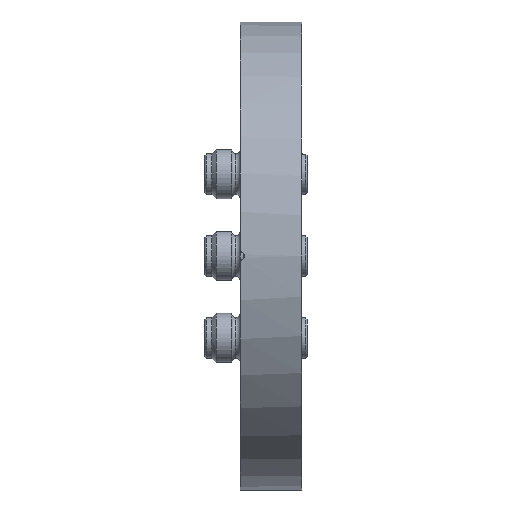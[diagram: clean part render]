
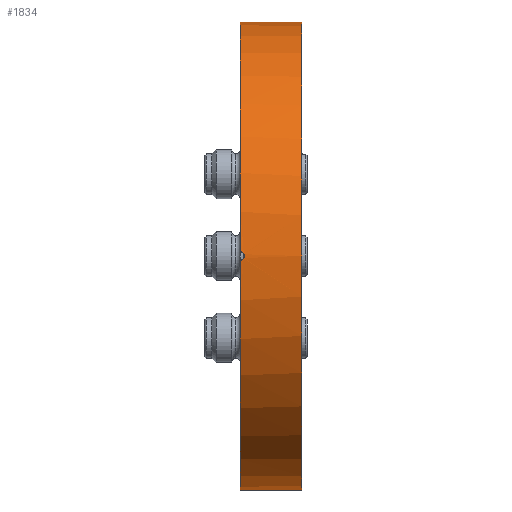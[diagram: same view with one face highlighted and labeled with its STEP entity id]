
A CAD part, left-side view. The second image highlights one B-rep face of the part: STEP entity #1834.
In plain terms, the highlighted cylindrical face has radius 57.15 mm (diameter 114.3 mm), a partial arc.
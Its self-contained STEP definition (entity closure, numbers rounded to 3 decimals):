
#75 = EDGE_CURVE ( 'NONE', #3404, #2170, #4148, .T. ) ;
#142 = CARTESIAN_POINT ( 'NONE',  ( -57.142, -0.262, 0.974 ) ) ;
#161 = CARTESIAN_POINT ( 'NONE',  ( -57.141, 0., -1. ) ) ;
#234 = CARTESIAN_POINT ( 'NONE',  ( -57.141, 0., -1. ) ) ;
#250 = EDGE_LOOP ( 'NONE', ( #2971, #3401, #1942, #3621, #3421, #658 ) ) ;
#255 = CIRCLE ( 'NONE', #1049, 57.15 ) ;
#297 = CYLINDRICAL_SURFACE ( 'NONE', #1635, 57.15 ) ;
#348 = CARTESIAN_POINT ( 'NONE',  ( -57.141, 0., 1. ) ) ;
#358 = VECTOR ( 'NONE', #2160, 1000. ) ;
#506 = CARTESIAN_POINT ( 'NONE',  ( -57.144, -0.615, 0.799 ) ) ;
#658 = ORIENTED_EDGE ( 'NONE', *, *, #848, .F. ) ;
#659 = VERTEX_POINT ( 'NONE', #2376 ) ;
#666 = DIRECTION ( 'NONE',  ( 0., 1., 0. ) ) ;
#729 = DIRECTION ( 'NONE',  ( 0., 1., 0. ) ) ;
#828 = VERTEX_POINT ( 'NONE', #348 ) ;
#848 = EDGE_CURVE ( 'NONE', #2170, #2698, #1394, .T. ) ;
#856 = CARTESIAN_POINT ( 'NONE',  ( -57.148, -0.874, 0.503 ) ) ;
#1042 = CARTESIAN_POINT ( 'NONE',  ( 0., -15., 0. ) ) ;
#1049 = AXIS2_PLACEMENT_3D ( 'NONE', #2772, #666, #3123 ) ;
#1208 = CARTESIAN_POINT ( 'NONE',  ( -57.15, -1., 0.131 ) ) ;
#1226 = VERTEX_POINT ( 'NONE', #2416 ) ;
#1338 = FACE_OUTER_BOUND ( 'NONE', #250, .T. ) ;
#1391 = DIRECTION ( 'NONE',  ( 0., 0., 1. ) ) ;
#1394 = CIRCLE ( 'NONE', #1833, 57.15 ) ;
#1425 = CARTESIAN_POINT ( 'NONE',  ( 0., -15., -57.15 ) ) ;
#1446 = CARTESIAN_POINT ( 'NONE',  ( 0., -15., 57.15 ) ) ;
#1488 = CARTESIAN_POINT ( 'NONE',  ( 0., 0., -57.15 ) ) ;
#1542 = CARTESIAN_POINT ( 'NONE',  ( -57.141, -0.132, 1. ) ) ;
#1554 = CARTESIAN_POINT ( 'NONE',  ( -57.15, -0.974, -0.261 ) ) ;
#1572 = DIRECTION ( 'NONE',  ( 0., 1., 0. ) ) ;
#1635 = AXIS2_PLACEMENT_3D ( 'NONE', #1932, #1572, #2285 ) ;
#1819 = EDGE_CURVE ( 'NONE', #828, #2698, #1975, .T. ) ;
#1833 = AXIS2_PLACEMENT_3D ( 'NONE', #2824, #729, #3180 ) ;
#1834 = ADVANCED_FACE ( 'NONE', ( #1338 ), #297, .T. ) ;
#1914 = CARTESIAN_POINT ( 'NONE',  ( -57.147, -0.801, -0.613 ) ) ;
#1932 = CARTESIAN_POINT ( 'NONE',  ( 0., -15., 0. ) ) ;
#1942 = ORIENTED_EDGE ( 'NONE', *, *, #4307, .T. ) ;
#1975 = B_SPLINE_CURVE_WITH_KNOTS ( 'NONE', 3,
 ( #3989, #1542, #142, #2606, #506, #2958, #856, #3314, #1208, #3645, #1554, #4005, #1914, #4346, #2268, #161 ),
 .UNSPECIFIED., .F., .F.,
 ( 4, 2, 2, 2, 2, 2, 2, 4 ),
 ( 0., 0., 0.001, 0.001, 0.002, 0.002, 0.002, 0.003 ),
 .UNSPECIFIED. ) ;
#2160 = DIRECTION ( 'NONE',  ( 0., 1., 0. ) ) ;
#2170 = VERTEX_POINT ( 'NONE', #1488 ) ;
#2268 = CARTESIAN_POINT ( 'NONE',  ( -57.141, -0.264, -1. ) ) ;
#2285 = DIRECTION ( 'NONE',  ( 0., 0., 1. ) ) ;
#2309 = VECTOR ( 'NONE', #3520, 1000. ) ;
#2376 = CARTESIAN_POINT ( 'NONE',  ( 0., -15., 57.15 ) ) ;
#2416 = CARTESIAN_POINT ( 'NONE',  ( 0., 0., 57.15 ) ) ;
#2606 = CARTESIAN_POINT ( 'NONE',  ( -57.143, -0.504, 0.874 ) ) ;
#2698 = VERTEX_POINT ( 'NONE', #234 ) ;
#2772 = CARTESIAN_POINT ( 'NONE',  ( 0., 0., 0. ) ) ;
#2824 = CARTESIAN_POINT ( 'NONE',  ( 0., 0., 0. ) ) ;
#2845 = EDGE_CURVE ( 'NONE', #828, #1226, #255, .T. ) ;
#2958 = CARTESIAN_POINT ( 'NONE',  ( -57.147, -0.799, 0.615 ) ) ;
#2971 = ORIENTED_EDGE ( 'NONE', *, *, #75, .F. ) ;
#3123 = DIRECTION ( 'NONE',  ( 0., 0., 1. ) ) ;
#3180 = DIRECTION ( 'NONE',  ( 0., 0., 1. ) ) ;
#3186 = AXIS2_PLACEMENT_3D ( 'NONE', #1042, #3492, #1391 ) ;
#3314 = CARTESIAN_POINT ( 'NONE',  ( -57.15, -0.974, 0.263 ) ) ;
#3401 = ORIENTED_EDGE ( 'NONE', *, *, #3523, .T. ) ;
#3404 = VERTEX_POINT ( 'NONE', #4460 ) ;
#3421 = ORIENTED_EDGE ( 'NONE', *, *, #1819, .T. ) ;
#3487 = CIRCLE ( 'NONE', #3186, 57.15 ) ;
#3492 = DIRECTION ( 'NONE',  ( 0., 1., 0. ) ) ;
#3520 = DIRECTION ( 'NONE',  ( 0., 1., 0. ) ) ;
#3523 = EDGE_CURVE ( 'NONE', #3404, #659, #3487, .T. ) ;
#3621 = ORIENTED_EDGE ( 'NONE', *, *, #2845, .F. ) ;
#3645 = CARTESIAN_POINT ( 'NONE',  ( -57.15, -1., -0.13 ) ) ;
#3739 = LINE ( 'NONE', #1446, #358 ) ;
#3989 = CARTESIAN_POINT ( 'NONE',  ( -57.141, 0., 1. ) ) ;
#4005 = CARTESIAN_POINT ( 'NONE',  ( -57.148, -0.874, -0.503 ) ) ;
#4148 = LINE ( 'NONE', #1425, #2309 ) ;
#4307 = EDGE_CURVE ( 'NONE', #659, #1226, #3739, .T. ) ;
#4346 = CARTESIAN_POINT ( 'NONE',  ( -57.143, -0.521, -0.893 ) ) ;
#4460 = CARTESIAN_POINT ( 'NONE',  ( 0., -15., -57.15 ) ) ;
